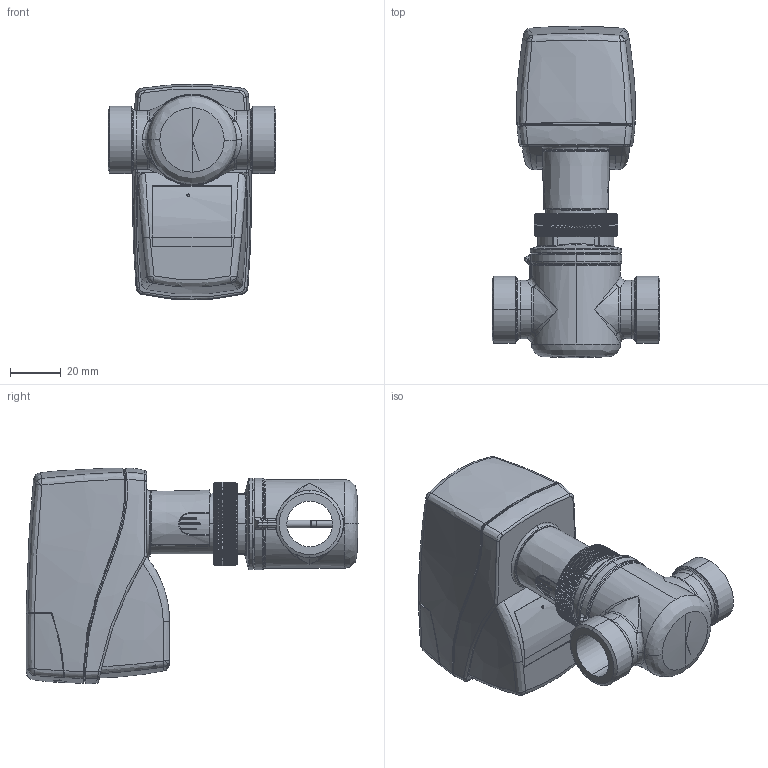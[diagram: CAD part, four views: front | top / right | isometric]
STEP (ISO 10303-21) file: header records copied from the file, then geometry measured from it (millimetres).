
FILE_DESCRIPTION (( 'STEP AP203' ), '1' );
FILE_NAME ('BR216MZ_DN20.STEP', '2012-10-15T05:49:07', ( 'test' ), ( '' ), 'SwSTEP 2.0', 'SolidWorks 2011', '' );
FILE_SCHEMA (( 'CONFIG_CONTROL_DESIGN' ));
Length unit declared in the file: millimetre
Products named in the file (16): BR216MZ_DN20; MC15; 11627087_1; 11627067_1; 11627058_1; 11627071_1; 11627081_1; 11627064_1; 11627065_1; 117436_ohne kappe_1; 50036538_1; 50032688_1; 50036536_1; 50027574_ASM; 50027571_AF0_1; 50027574_ASM_1
Assembly tree (15 placements, depth 4):
  BR216MZ_DN20
    MC15
      11627065_1
      11627058_1
      11627081_1
      11627071_1
      11627064_1
      11627067_1
      11627087_1
    117436_ohne kappe_1
      50036536_1
      50036538_1
      50027574_ASM
        50027574_ASM_1
        50027571_AF0_1
      50032688_1
Bounding box: 66 x 130.67 x 84.92 mm (x, y, z)
Volume: 65933.1 mm3; surface area: 84292.2 mm2
Topology: 8 solids, 27 shells, 5130 faces, 14251 edges, 9264 vertices
Faces by surface type: plane 3309, bspline 1220, cylinder 381, cone 215, torus 5
Entity records: 216948 total; most frequent: CARTESIAN_POINT 105936, ORIENTED_EDGE 28257, DIRECTION 14165, EDGE_CURVE 14162, VERTEX_POINT 9266, B_SPLINE_CURVE_WITH_KNOTS 8479, EDGE_LOOP 5389, FACE_OUTER_BOUND 5130
